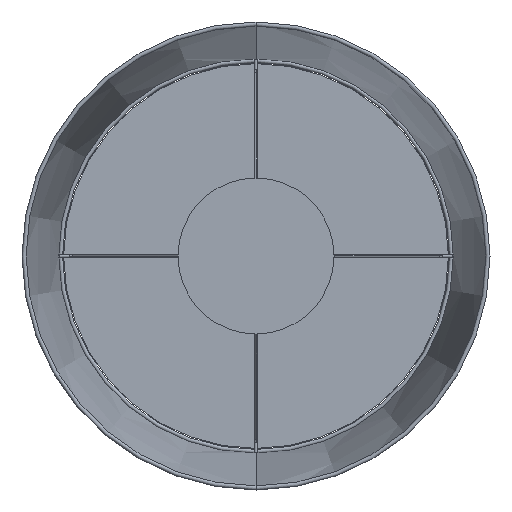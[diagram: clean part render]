
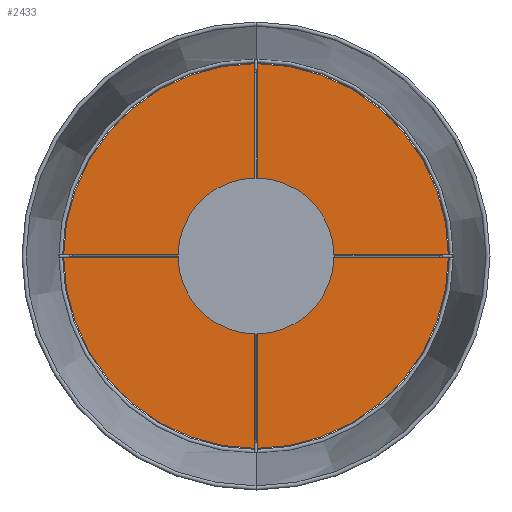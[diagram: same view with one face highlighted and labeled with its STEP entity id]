
A CAD part, front view. The second image highlights one B-rep face of the part: STEP entity #2433.
In plain terms, the highlighted planar face has unit normal (0, -1, 0).
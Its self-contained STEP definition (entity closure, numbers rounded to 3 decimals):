
#246 = CARTESIAN_POINT ( 'NONE',  ( -185., 646., 0. ) ) ;
#676 = CIRCLE ( 'NONE', #1295, 185. ) ;
#762 = ORIENTED_EDGE ( 'NONE', *, *, #1316, .F. ) ;
#891 = ORIENTED_EDGE ( 'NONE', *, *, #2003, .F. ) ;
#1295 = AXIS2_PLACEMENT_3D ( 'NONE', #9175, #1898, #8494 ) ;
#1316 = EDGE_CURVE ( 'NONE', #4367, #4518, #676, .T. ) ;
#1568 = CARTESIAN_POINT ( 'NONE',  ( 0., 646., 0. ) ) ;
#1898 = DIRECTION ( 'NONE',  ( 0., 1., 0. ) ) ;
#1903 = CARTESIAN_POINT ( 'NONE',  ( 0., 646., 0. ) ) ;
#2003 = EDGE_CURVE ( 'NONE', #4518, #4367, #3587, .T. ) ;
#2433 = ADVANCED_FACE ( 'NONE', ( #4139 ), #6294, .F. ) ;
#3587 = CIRCLE ( 'NONE', #6037, 185. ) ;
#4139 = FACE_OUTER_BOUND ( 'NONE', #7623, .T. ) ;
#4367 = VERTEX_POINT ( 'NONE', #246 ) ;
#4518 = VERTEX_POINT ( 'NONE', #7309 ) ;
#4824 = DIRECTION ( 'NONE',  ( 0., 1., 0. ) ) ;
#4974 = AXIS2_PLACEMENT_3D ( 'NONE', #1903, #4824, #7192 ) ;
#5003 = DIRECTION ( 'NONE',  ( -1., 0., 0. ) ) ;
#6037 = AXIS2_PLACEMENT_3D ( 'NONE', #1568, #7245, #5003 ) ;
#6294 = PLANE ( 'NONE',  #4974 ) ;
#7192 = DIRECTION ( 'NONE',  ( -1., 0., 0. ) ) ;
#7245 = DIRECTION ( 'NONE',  ( 0., 1., 0. ) ) ;
#7309 = CARTESIAN_POINT ( 'NONE',  ( 185., 646., 0. ) ) ;
#7623 = EDGE_LOOP ( 'NONE', ( #762, #891 ) ) ;
#8494 = DIRECTION ( 'NONE',  ( -1., 0., 0. ) ) ;
#9175 = CARTESIAN_POINT ( 'NONE',  ( 0., 646., 0. ) ) ;
